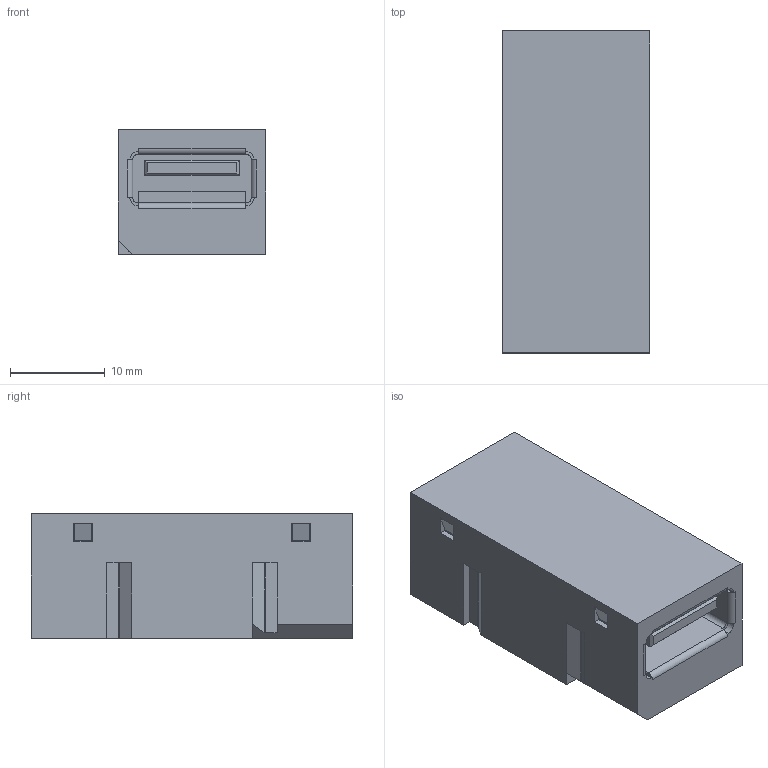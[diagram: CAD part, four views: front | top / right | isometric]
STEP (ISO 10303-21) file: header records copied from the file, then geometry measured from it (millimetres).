
FILE_DESCRIPTION(('Creo Elements/Direct Modeling STEP Export'),'2;1');
FILE_NAME('0lndqdl4rulhllk4796','2019-07-29T11:06:45',(''),(''),'Creo Elements/Direct Modeling STEP processor for AP214 (Solid Model)','Creo Elements/Direct Modeling 20.1B 02-Apr-2019 (C) Parametric Technology GmbH','');
FILE_SCHEMA(('AUTOMOTIVE_DESIGN { 1 0 10303 214 1 1 1 1 }'));
Length unit declared in the file: millimetre
Products named in the file (2): AF_U3F
Assembly tree (1 placements, depth 2):
  AF_U3F
    AF_U3F
Bounding box: 15.6 x 34 x 13.19 mm (x, y, z)
Volume: 5588.6 mm3; surface area: 4167.9 mm2
Topology: 1 solids, 1 shells, 401 faces, 1127 edges, 740 vertices
Faces by surface type: plane 334, cylinder 34, extrusion 33
Entity records: 13934 total; most frequent: CARTESIAN_POINT 3678, ORIENTED_EDGE 2254, DIRECTION 1878, EDGE_CURVE 1127, VECTOR 998, LINE 965, VERTEX_POINT 740, AXIS2_PLACEMENT_3D 440
